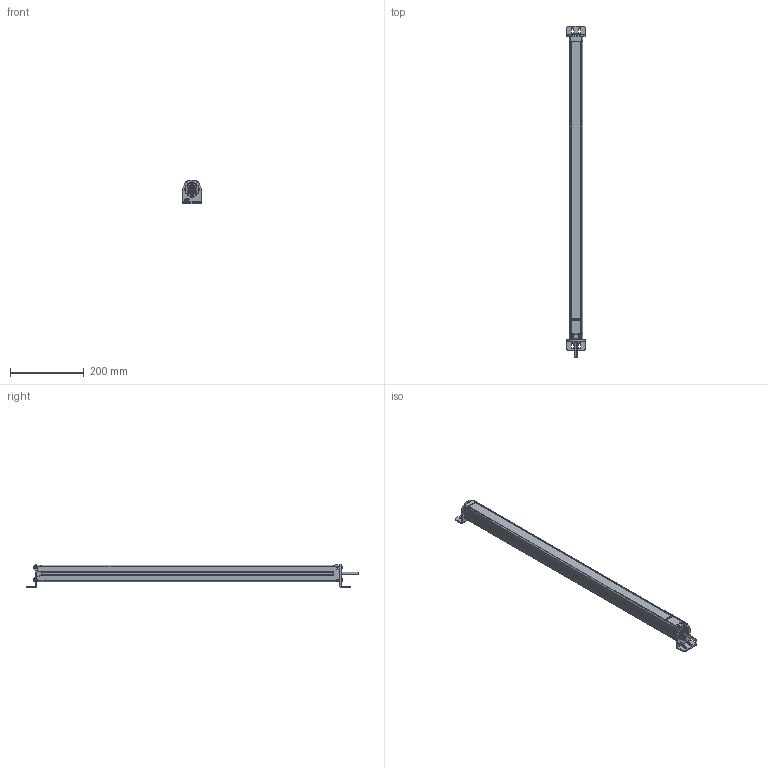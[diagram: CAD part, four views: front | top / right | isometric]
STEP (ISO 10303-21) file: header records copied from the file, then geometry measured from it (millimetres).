
FILE_DESCRIPTION((''),'2;1');
FILE_NAME('139521_SM01_ASM','2023-04-11T09:32:33',('banengservice'),('BANNER ENGINEERING'),'CREO PARAMETRIC BY PTC INC, 2022414','CREO PARAMETRIC BY PTC INC, 2022414','');
FILE_SCHEMA(('CONFIG_CONTROL_DESIGN'));
Products named in the file (5): 139521_EP01; 111087; 58892_GENERIC; 120191; 139521_SM01_ASM
Assembly tree (8 placements, depth 2):
  139521_SM01_ASM
    139521_EP01
    111087  x2
    58892_GENERIC  x4
    120191
Bounding box: 50 x 900 x 63 mm (x, y, z)
Volume: 1207420.6 mm3; surface area: 203521.7 mm2
Topology: 8 solids, 9 shells, 2268 faces, 6178 edges, 4022 vertices
Faces by surface type: plane 1320, cylinder 651, bspline 209, torus 58, sphere 22, cone 8
Entity records: 79031 total; most frequent: CARTESIAN_POINT 33299, ORIENTED_EDGE 10044, DIRECTION 8697, EDGE_CURVE 5022, VERTEX_POINT 3264, VECTOR 3115, LINE 3115, AXIS2_PLACEMENT_3D 2791
